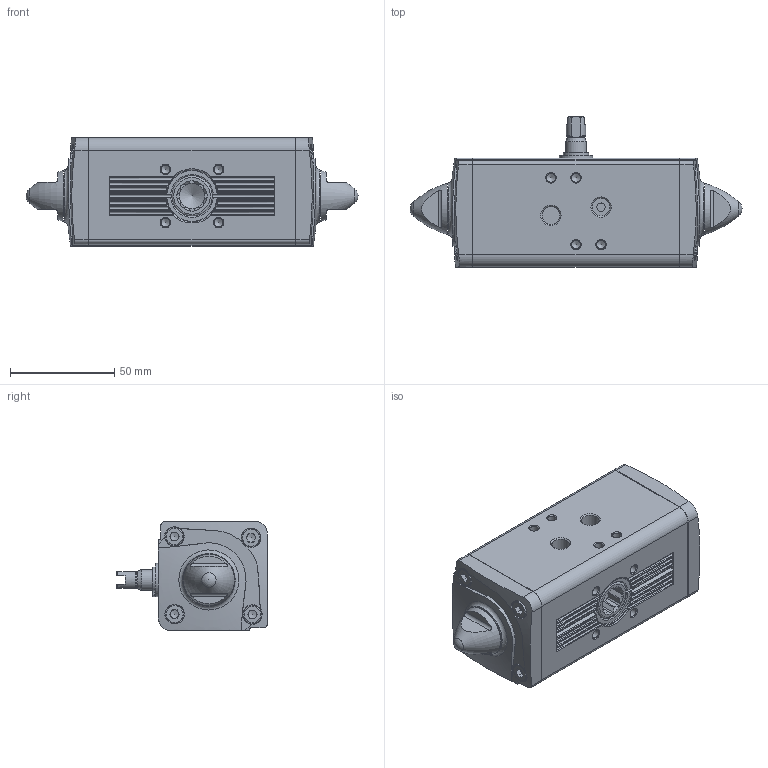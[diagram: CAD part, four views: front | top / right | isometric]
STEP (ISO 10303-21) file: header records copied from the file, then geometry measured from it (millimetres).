
FILE_DESCRIPTION(/* description */ ('Unknown'),/* implementation_level */ '2;1');
FILE_NAME(/* name */ 'DA02',/* time_stamp */ '2022-08-11T12:48:05+02:00',/* author */ ('Unknown'),/* organization */ ('Unknown'),/* preprocessor_version */ 'ST-DEVELOPER v16.7',/* originating_system */ 'Solid Edge',/* authorisation */ 'Unknown');
FILE_SCHEMA (('AUTOMOTIVE_DESIGN {1 0 10303 214 3 1 1}'));
Length unit declared in the file: millimetre
Products named in the file (2): DAN0015411S_F03_new; _DAN0015411S_F03new
Assembly tree (1 placements, depth 2):
  DAN0015411S_F03_new
    _DAN0015411S_F03new
Bounding box: 159.1 x 72.2 x 52.2 mm (x, y, z)
Volume: 315726.6 mm3; surface area: 45003.2 mm2
Topology: 1 solids, 1 shells, 507 faces, 1314 edges, 840 vertices
Faces by surface type: plane 240, cylinder 147, cone 67, torus 51, sphere 2
Full cylindrical faces by diameter (mm): 1.5 x2, 4 x1, 4.134 x12, 4.917 x1, 8.5 x8, 8.566 x2, 9.8 x1, 10 x4, 15.2 x1, 16 x1, 17 x1, 40 x2
Entity records: 18320 total; most frequent: CARTESIAN_POINT 3186, DIRECTION 2372, ORIENTED_EDGE 2274, EDGE_CURVE 1137, AXIS2_PLACEMENT_3D 921, VERTEX_POINT 805, FACE_BOUND 680, EDGE_LOOP 658
